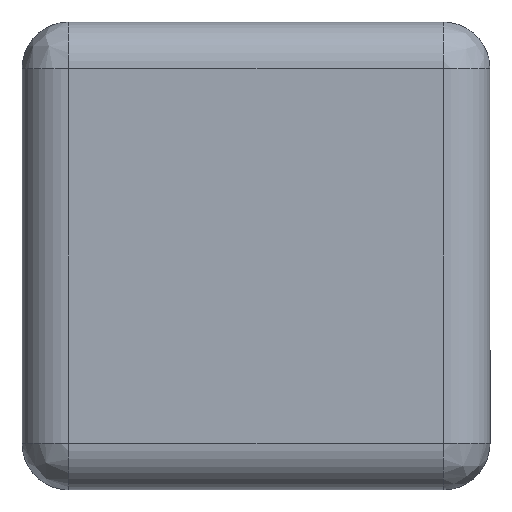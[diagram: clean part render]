
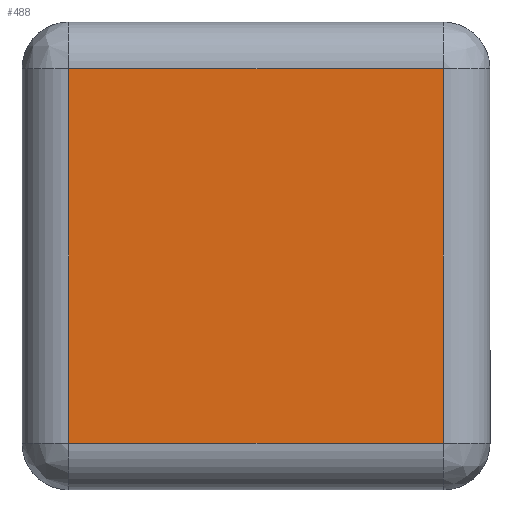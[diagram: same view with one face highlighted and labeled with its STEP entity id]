
A CAD part, front view. The second image highlights one B-rep face of the part: STEP entity #488.
In plain terms, the highlighted planar face has unit normal (0, -1, 0).
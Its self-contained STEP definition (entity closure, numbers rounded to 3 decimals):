
#310 = CARTESIAN_POINT ( 'NONE',  ( -16., -20., 0. ) ) ;
#314 = CARTESIAN_POINT ( 'NONE',  ( 0., -20., 16. ) ) ;
#395 = VECTOR ( 'NONE', #1047, 1000. ) ;
#488 = ADVANCED_FACE ( 'NONE', ( #2752 ), #2649, .T. ) ;
#608 = ORIENTED_EDGE ( 'NONE', *, *, #906, .T. ) ;
#735 = LINE ( 'NONE', #2258, #2520 ) ;
#752 = DIRECTION ( 'NONE',  ( 0., 0., -1. ) ) ;
#784 = DIRECTION ( 'NONE',  ( 0., 0., -1. ) ) ;
#793 = CARTESIAN_POINT ( 'NONE',  ( 0., -20., 0. ) ) ;
#850 = DIRECTION ( 'NONE',  ( 1., 0., 0. ) ) ;
#906 = EDGE_CURVE ( 'NONE', #2466, #1634, #2333, .T. ) ;
#931 = AXIS2_PLACEMENT_3D ( 'NONE', #793, #1001, #752 ) ;
#1001 = DIRECTION ( 'NONE',  ( 0., -1., 0. ) ) ;
#1047 = DIRECTION ( 'NONE',  ( -1., 0., 0. ) ) ;
#1084 = EDGE_CURVE ( 'NONE', #1311, #2466, #735, .T. ) ;
#1213 = LINE ( 'NONE', #310, #1880 ) ;
#1230 = DIRECTION ( 'NONE',  ( 0., 0., 1. ) ) ;
#1311 = VERTEX_POINT ( 'NONE', #3077 ) ;
#1634 = VERTEX_POINT ( 'NONE', #3043 ) ;
#1682 = CARTESIAN_POINT ( 'NONE',  ( 16., -20., 0. ) ) ;
#1686 = EDGE_LOOP ( 'NONE', ( #2688, #1714, #1815, #608 ) ) ;
#1714 = ORIENTED_EDGE ( 'NONE', *, *, #2783, .T. ) ;
#1733 = VERTEX_POINT ( 'NONE', #3059 ) ;
#1748 = LINE ( 'NONE', #314, #395 ) ;
#1815 = ORIENTED_EDGE ( 'NONE', *, *, #1084, .T. ) ;
#1880 = VECTOR ( 'NONE', #784, 1000. ) ;
#2252 = EDGE_CURVE ( 'NONE', #1634, #1733, #1748, .T. ) ;
#2258 = CARTESIAN_POINT ( 'NONE',  ( 0., -20., -16. ) ) ;
#2333 = LINE ( 'NONE', #1682, #2713 ) ;
#2466 = VERTEX_POINT ( 'NONE', #2569 ) ;
#2520 = VECTOR ( 'NONE', #850, 1000. ) ;
#2569 = CARTESIAN_POINT ( 'NONE',  ( 16., -20., -16. ) ) ;
#2649 = PLANE ( 'NONE',  #931 ) ;
#2688 = ORIENTED_EDGE ( 'NONE', *, *, #2252, .T. ) ;
#2713 = VECTOR ( 'NONE', #1230, 1000. ) ;
#2752 = FACE_OUTER_BOUND ( 'NONE', #1686, .T. ) ;
#2783 = EDGE_CURVE ( 'NONE', #1733, #1311, #1213, .T. ) ;
#3043 = CARTESIAN_POINT ( 'NONE',  ( 16., -20., 16. ) ) ;
#3059 = CARTESIAN_POINT ( 'NONE',  ( -16., -20., 16. ) ) ;
#3077 = CARTESIAN_POINT ( 'NONE',  ( -16., -20., -16. ) ) ;
